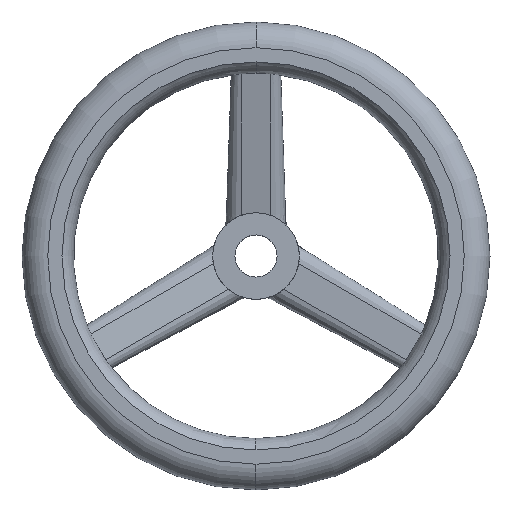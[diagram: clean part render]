
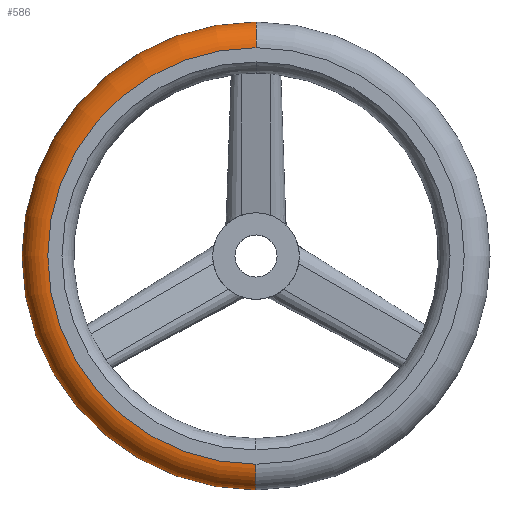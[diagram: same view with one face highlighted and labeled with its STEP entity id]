
A CAD part, top view. The second image highlights one B-rep face of the part: STEP entity #586.
In plain terms, the highlighted toroidal (fillet/blend) face has major radius 89 mm and minor radius 11 mm.
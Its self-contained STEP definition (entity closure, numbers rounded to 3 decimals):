
#316=VERTEX_POINT('',#727);
#326=EDGE_CURVE('',#406,#316,#737,.T.);
#334=VERTEX_POINT('',#745);
#394=EDGE_CURVE('',#406,#334,#809,.T.);
#406=VERTEX_POINT('',#822);
#466=VERTEX_POINT('',#885);
#506=EDGE_CURVE('',#466,#334,#929,.T.);
#550=EDGE_CURVE('',#466,#316,#978,.T.);
#586=ADVANCED_FACE('',(#1018),#1019,.T.);
#727=CARTESIAN_POINT('',(0.,89.0,45.0));
#737=CIRCLE('',#1298,11.0);
#745=CARTESIAN_POINT('',(0.,-100.0,34.0));
#809=CIRCLE('',#1448,100.0);
#822=CARTESIAN_POINT('',(0.,100.0,34.0));
#885=CARTESIAN_POINT('',(0.,-89.0,45.0));
#929=CIRCLE('',#1682,11.0);
#978=CIRCLE('',#1795,89.0);
#1018=FACE_OUTER_BOUND('',#1892,.T.);
#1019=TOROIDAL_SURFACE('',#1893,89.0,11.0);
#1298=AXIS2_PLACEMENT_3D('',#2040,#2041,#2042);
#1448=AXIS2_PLACEMENT_3D('',#2100,#2101,#2102);
#1682=AXIS2_PLACEMENT_3D('',#2221,#2222,#2223);
#1795=AXIS2_PLACEMENT_3D('',#2292,#2293,#2294);
#1892=EDGE_LOOP('',(#2343,#2344,#2345,#2346));
#1893=AXIS2_PLACEMENT_3D('',#2347,#2348,#2349);
#2040=CARTESIAN_POINT('',(0.,89.0,34.0));
#2041=DIRECTION('',(1.0,0.,0.));
#2042=DIRECTION('',(0.,1.0,0.));
#2100=CARTESIAN_POINT('',(0.,0.,34.0));
#2101=DIRECTION('',(0.,0.,1.0));
#2102=DIRECTION('',(1.0,0.0,0.));
#2221=CARTESIAN_POINT('',(0.,-89.,34.0));
#2222=DIRECTION('',(1.0,0.,0.));
#2223=DIRECTION('',(0.,-1.0,0.));
#2292=CARTESIAN_POINT('',(0.,0.,45.0));
#2293=DIRECTION('',(0.,0.,-1.0));
#2294=DIRECTION('',(0.,1.0,0.));
#2343=ORIENTED_EDGE('',*,*,#394,.T.);
#2344=ORIENTED_EDGE('',*,*,#506,.F.);
#2345=ORIENTED_EDGE('',*,*,#550,.T.);
#2346=ORIENTED_EDGE('',*,*,#326,.F.);
#2347=CARTESIAN_POINT('',(0.,0.,34.0));
#2348=DIRECTION('',(0.,0.,1.0));
#2349=DIRECTION('',(0.,1.0,0.0));
